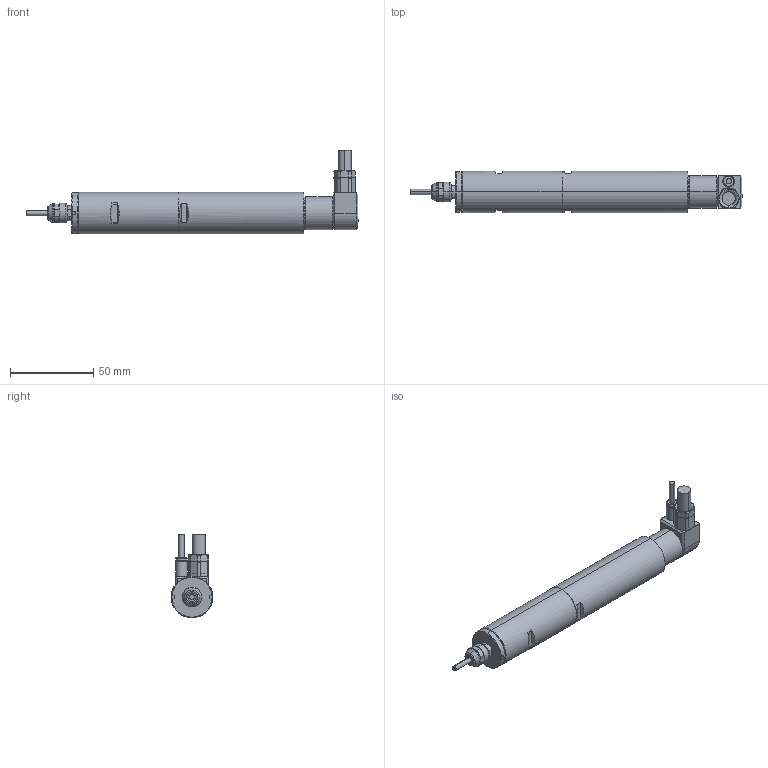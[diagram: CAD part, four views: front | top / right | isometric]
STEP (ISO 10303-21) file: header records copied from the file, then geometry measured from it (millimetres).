
FILE_DESCRIPTION (( 'STEP AP203' ), '1' );
FILE_NAME ('EM25-S6000_アングルタイプ.STEP', '2021-03-31T08:35:11', ( '' ), ( '' ), 'SwSTEP 2.0', 'SolidWorks 2017', '' );
FILE_SCHEMA (( 'CONFIG_CONTROL_DESIGN' ));
Length unit declared in the file: millimetre
Products named in the file (1): EM25-S6000_アングルタイプ
Bounding box: 199.87 x 25 x 50.45 mm (x, y, z)
Volume: 29660 mm3; surface area: 34913.2 mm2
Topology: 18 solids, 18 shells, 427 faces, 949 edges, 587 vertices
Faces by surface type: cylinder 162, plane 138, cone 111, bspline 16
Entity records: 12608 total; most frequent: CARTESIAN_POINT 2952, DIRECTION 2135, ORIENTED_EDGE 1870, EDGE_CURVE 935, AXIS2_PLACEMENT_3D 884, VERTEX_POINT 587, EDGE_LOOP 504, CIRCLE 472
